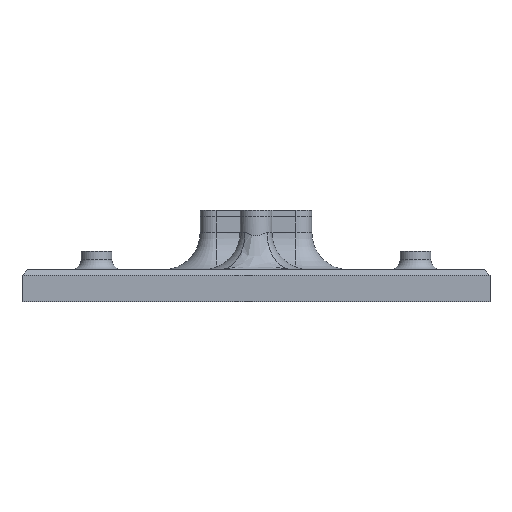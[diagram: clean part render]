
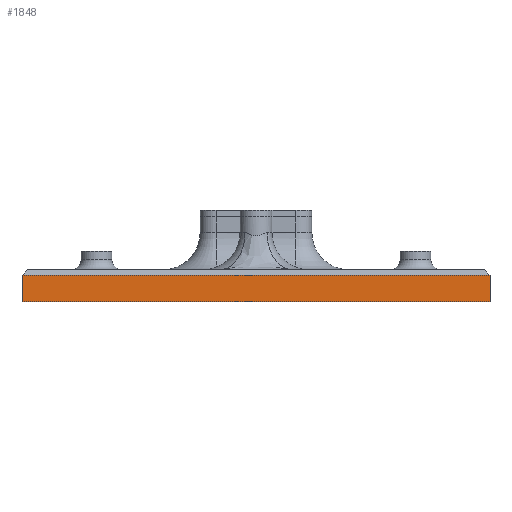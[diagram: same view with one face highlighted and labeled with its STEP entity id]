
A CAD part, front view. The second image highlights one B-rep face of the part: STEP entity #1848.
In plain terms, the highlighted planar face has unit normal (0, -1, 0).
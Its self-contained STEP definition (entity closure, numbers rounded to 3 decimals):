
#653 = VERTEX_POINT('',#654);
#654 = CARTESIAN_POINT('',(1.31,94.7,38.35));
#660 = EDGE_CURVE('',#661,#653,#663,.T.);
#661 = VERTEX_POINT('',#662);
#662 = CARTESIAN_POINT('',(89.31,94.7,38.35));
#663 = LINE('',#664,#665);
#664 = CARTESIAN_POINT('',(89.31,94.7,38.35));
#665 = VECTOR('',#666,1.);
#666 = DIRECTION('',(-1.,0.,0.));
#1848 = ADVANCED_FACE('',(#1849),#1874,.T.);
#1849 = FACE_BOUND('',#1850,.T.);
#1850 = EDGE_LOOP('',(#1851,#1859,#1860,#1868));
#1851 = ORIENTED_EDGE('',*,*,#1852,.T.);
#1852 = EDGE_CURVE('',#1853,#661,#1855,.T.);
#1853 = VERTEX_POINT('',#1854);
#1854 = CARTESIAN_POINT('',(89.31,94.7,33.35));
#1855 = LINE('',#1856,#1857);
#1856 = CARTESIAN_POINT('',(89.31,94.7,33.35));
#1857 = VECTOR('',#1858,1.);
#1858 = DIRECTION('',(0.,0.,1.));
#1859 = ORIENTED_EDGE('',*,*,#660,.T.);
#1860 = ORIENTED_EDGE('',*,*,#1861,.F.);
#1861 = EDGE_CURVE('',#1862,#653,#1864,.T.);
#1862 = VERTEX_POINT('',#1863);
#1863 = CARTESIAN_POINT('',(1.31,94.7,33.35));
#1864 = LINE('',#1865,#1866);
#1865 = CARTESIAN_POINT('',(1.31,94.7,33.35));
#1866 = VECTOR('',#1867,1.);
#1867 = DIRECTION('',(0.,0.,1.));
#1868 = ORIENTED_EDGE('',*,*,#1869,.F.);
#1869 = EDGE_CURVE('',#1853,#1862,#1870,.T.);
#1870 = LINE('',#1871,#1872);
#1871 = CARTESIAN_POINT('',(89.31,94.7,33.35));
#1872 = VECTOR('',#1873,1.);
#1873 = DIRECTION('',(-1.,0.,0.));
#1874 = PLANE('',#1875);
#1875 = AXIS2_PLACEMENT_3D('',#1876,#1877,#1878);
#1876 = CARTESIAN_POINT('',(45.31,94.7,35.85));
#1877 = DIRECTION('',(0.,-1.,0.));
#1878 = DIRECTION('',(0.,0.,-1.));
